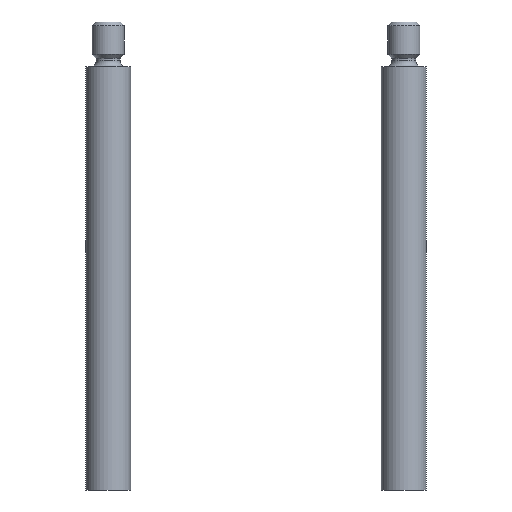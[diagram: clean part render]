
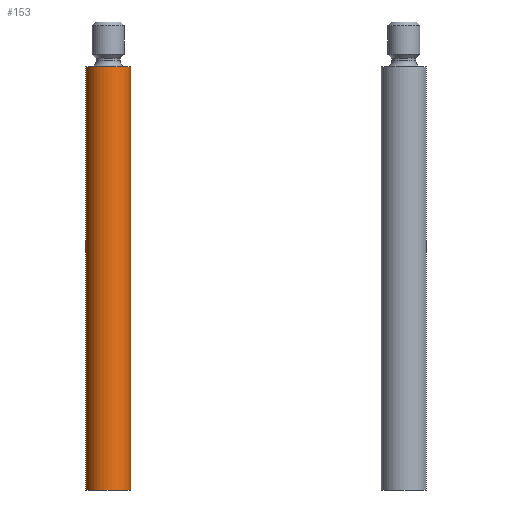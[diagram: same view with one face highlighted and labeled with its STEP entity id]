
A CAD part, front view. The second image highlights one B-rep face of the part: STEP entity #153.
In plain terms, the highlighted cylindrical face has radius 3.5 mm (diameter 7 mm), a full revolution.
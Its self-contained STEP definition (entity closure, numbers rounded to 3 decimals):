
#35=CYLINDRICAL_SURFACE('',#183,3.5);
#41=ORIENTED_EDGE('',*,*,#65,.F.);
#42=ORIENTED_EDGE('',*,*,#63,.T.);
#63=EDGE_CURVE('',#75,#75,#88,.T.);
#65=EDGE_CURVE('',#77,#77,#90,.T.);
#75=VERTEX_POINT('',#266);
#77=VERTEX_POINT('',#271);
#88=CIRCLE('',#181,3.5);
#90=CIRCLE('',#184,3.5);
#102=EDGE_LOOP('',(#41));
#103=EDGE_LOOP('',(#42));
#126=FACE_BOUND('',#102,.T.);
#127=FACE_BOUND('',#103,.T.);
#153=ADVANCED_FACE('',(#126,#127),#35,.T.);
#181=AXIS2_PLACEMENT_3D('',#265,#211,#212);
#183=AXIS2_PLACEMENT_3D('',#269,#215,#216);
#184=AXIS2_PLACEMENT_3D('',#270,#217,#218);
#211=DIRECTION('',(1.,0.,0.));
#212=DIRECTION('',(0.,0.,-1.));
#215=DIRECTION('',(1.,0.,0.));
#216=DIRECTION('',(0.,0.,-1.));
#217=DIRECTION('',(1.,0.,0.));
#218=DIRECTION('',(0.,0.,-1.));
#265=CARTESIAN_POINT('',(0.,0.,0.));
#266=CARTESIAN_POINT('',(0.,0.,-3.5));
#269=CARTESIAN_POINT('',(65.8,0.,0.));
#270=CARTESIAN_POINT('',(65.8,0.,0.));
#271=CARTESIAN_POINT('',(65.8,0.,-3.5));
